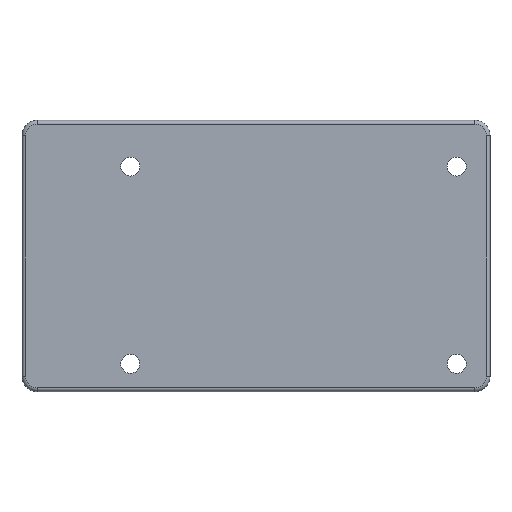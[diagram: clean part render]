
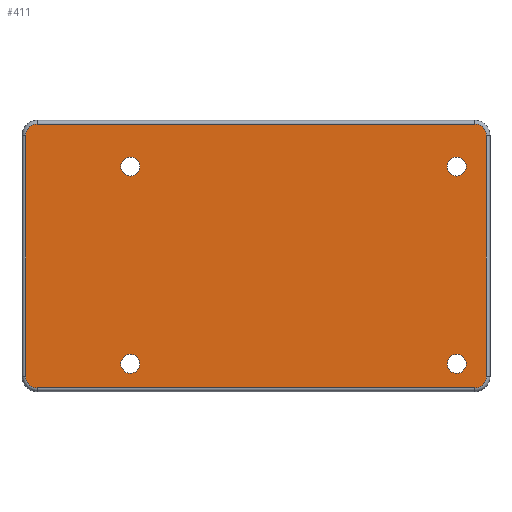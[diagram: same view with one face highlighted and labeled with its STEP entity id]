
A CAD part, top view. The second image highlights one B-rep face of the part: STEP entity #411.
In plain terms, the highlighted planar face has unit normal (0, 0, 1).
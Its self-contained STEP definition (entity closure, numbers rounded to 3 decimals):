
#146 = VERTEX_POINT('',#147);
#147 = CARTESIAN_POINT('',(-30.33,15.875,1.2));
#154 = EDGE_CURVE('',#146,#155,#157,.T.);
#155 = VERTEX_POINT('',#156);
#156 = CARTESIAN_POINT('',(-30.33,-15.875,1.2));
#157 = LINE('',#158,#159);
#158 = CARTESIAN_POINT('',(-30.33,15.875,1.2));
#159 = VECTOR('',#160,1.);
#160 = DIRECTION('',(0.,-1.,0.));
#269 = VERTEX_POINT('',#270);
#270 = CARTESIAN_POINT('',(-28.83,17.375,1.2));
#279 = EDGE_CURVE('',#269,#146,#280,.T.);
#280 = CIRCLE('',#281,1.5);
#281 = AXIS2_PLACEMENT_3D('',#282,#283,#284);
#282 = CARTESIAN_POINT('',(-28.83,15.875,1.2));
#283 = DIRECTION('',(0.,-0.,1.));
#284 = DIRECTION('',(0.,1.,0.));
#411 = ADVANCED_FACE('',(#412,#465,#476,#487,#498),#509,.T.);
#412 = FACE_BOUND('',#413,.T.);
#413 = EDGE_LOOP('',(#414,#422,#423,#424,#433,#441,#450,#458));
#414 = ORIENTED_EDGE('',*,*,#415,.T.);
#415 = EDGE_CURVE('',#416,#269,#418,.T.);
#416 = VERTEX_POINT('',#417);
#417 = CARTESIAN_POINT('',(28.83,17.375,1.2));
#418 = LINE('',#419,#420);
#419 = CARTESIAN_POINT('',(28.83,17.375,1.2));
#420 = VECTOR('',#421,1.);
#421 = DIRECTION('',(-1.,0.,0.));
#422 = ORIENTED_EDGE('',*,*,#279,.T.);
#423 = ORIENTED_EDGE('',*,*,#154,.T.);
#424 = ORIENTED_EDGE('',*,*,#425,.T.);
#425 = EDGE_CURVE('',#155,#426,#428,.T.);
#426 = VERTEX_POINT('',#427);
#427 = CARTESIAN_POINT('',(-28.83,-17.375,1.2));
#428 = CIRCLE('',#429,1.5);
#429 = AXIS2_PLACEMENT_3D('',#430,#431,#432);
#430 = CARTESIAN_POINT('',(-28.83,-15.875,1.2));
#431 = DIRECTION('',(0.,0.,1.));
#432 = DIRECTION('',(-1.,0.,0.));
#433 = ORIENTED_EDGE('',*,*,#434,.T.);
#434 = EDGE_CURVE('',#426,#435,#437,.T.);
#435 = VERTEX_POINT('',#436);
#436 = CARTESIAN_POINT('',(28.83,-17.375,1.2));
#437 = LINE('',#438,#439);
#438 = CARTESIAN_POINT('',(-28.83,-17.375,1.2));
#439 = VECTOR('',#440,1.);
#440 = DIRECTION('',(1.,0.,0.));
#441 = ORIENTED_EDGE('',*,*,#442,.T.);
#442 = EDGE_CURVE('',#435,#443,#445,.T.);
#443 = VERTEX_POINT('',#444);
#444 = CARTESIAN_POINT('',(30.33,-15.875,1.2));
#445 = CIRCLE('',#446,1.5);
#446 = AXIS2_PLACEMENT_3D('',#447,#448,#449);
#447 = CARTESIAN_POINT('',(28.83,-15.875,1.2));
#448 = DIRECTION('',(-0.,0.,1.));
#449 = DIRECTION('',(0.,-1.,0.));
#450 = ORIENTED_EDGE('',*,*,#451,.T.);
#451 = EDGE_CURVE('',#443,#452,#454,.T.);
#452 = VERTEX_POINT('',#453);
#453 = CARTESIAN_POINT('',(30.33,15.875,1.2));
#454 = LINE('',#455,#456);
#455 = CARTESIAN_POINT('',(30.33,-15.875,1.2));
#456 = VECTOR('',#457,1.);
#457 = DIRECTION('',(0.,1.,0.));
#458 = ORIENTED_EDGE('',*,*,#459,.T.);
#459 = EDGE_CURVE('',#452,#416,#460,.T.);
#460 = CIRCLE('',#461,1.5);
#461 = AXIS2_PLACEMENT_3D('',#462,#463,#464);
#462 = CARTESIAN_POINT('',(28.83,15.875,1.2));
#463 = DIRECTION('',(0.,0.,1.));
#464 = DIRECTION('',(1.,0.,0.));
#465 = FACE_BOUND('',#466,.T.);
#466 = EDGE_LOOP('',(#467));
#467 = ORIENTED_EDGE('',*,*,#468,.T.);
#468 = EDGE_CURVE('',#469,#469,#471,.T.);
#469 = VERTEX_POINT('',#470);
#470 = CARTESIAN_POINT('',(-15.312,-14.214,1.2));
#471 = CIRCLE('',#472,1.25);
#472 = AXIS2_PLACEMENT_3D('',#473,#474,#475);
#473 = CARTESIAN_POINT('',(-16.562,-14.214,1.2));
#474 = DIRECTION('',(0.,0.,-1.));
#475 = DIRECTION('',(1.,0.,0.));
#476 = FACE_BOUND('',#477,.T.);
#477 = EDGE_LOOP('',(#478));
#478 = ORIENTED_EDGE('',*,*,#479,.T.);
#479 = EDGE_CURVE('',#480,#480,#482,.T.);
#480 = VERTEX_POINT('',#481);
#481 = CARTESIAN_POINT('',(27.688,-14.214,1.2));
#482 = CIRCLE('',#483,1.25);
#483 = AXIS2_PLACEMENT_3D('',#484,#485,#486);
#484 = CARTESIAN_POINT('',(26.438,-14.214,1.2));
#485 = DIRECTION('',(0.,0.,-1.));
#486 = DIRECTION('',(1.,0.,0.));
#487 = FACE_BOUND('',#488,.T.);
#488 = EDGE_LOOP('',(#489));
#489 = ORIENTED_EDGE('',*,*,#490,.T.);
#490 = EDGE_CURVE('',#491,#491,#493,.T.);
#491 = VERTEX_POINT('',#492);
#492 = CARTESIAN_POINT('',(-15.312,11.786,1.2));
#493 = CIRCLE('',#494,1.25);
#494 = AXIS2_PLACEMENT_3D('',#495,#496,#497);
#495 = CARTESIAN_POINT('',(-16.562,11.786,1.2));
#496 = DIRECTION('',(0.,0.,-1.));
#497 = DIRECTION('',(1.,0.,0.));
#498 = FACE_BOUND('',#499,.T.);
#499 = EDGE_LOOP('',(#500));
#500 = ORIENTED_EDGE('',*,*,#501,.T.);
#501 = EDGE_CURVE('',#502,#502,#504,.T.);
#502 = VERTEX_POINT('',#503);
#503 = CARTESIAN_POINT('',(27.688,11.786,1.2));
#504 = CIRCLE('',#505,1.25);
#505 = AXIS2_PLACEMENT_3D('',#506,#507,#508);
#506 = CARTESIAN_POINT('',(26.438,11.786,1.2));
#507 = DIRECTION('',(0.,0.,-1.));
#508 = DIRECTION('',(1.,0.,0.));
#509 = PLANE('',#510);
#510 = AXIS2_PLACEMENT_3D('',#511,#512,#513);
#511 = CARTESIAN_POINT('',(0.,0.,1.2));
#512 = DIRECTION('',(0.,0.,1.));
#513 = DIRECTION('',(1.,0.,0.));
